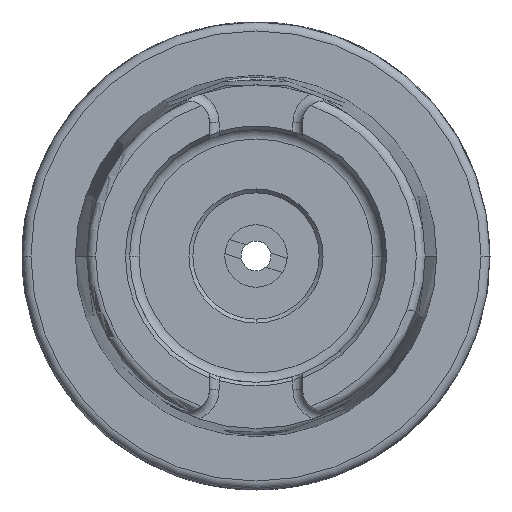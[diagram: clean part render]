
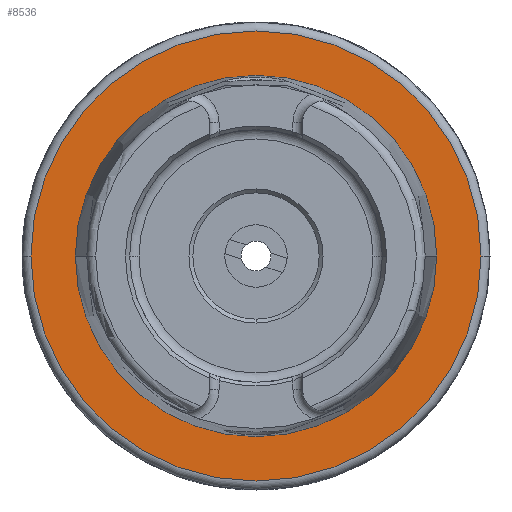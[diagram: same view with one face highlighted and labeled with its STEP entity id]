
A CAD part, left-side view. The second image highlights one B-rep face of the part: STEP entity #8536.
In plain terms, the highlighted planar face has unit normal (-1, 0, 0).
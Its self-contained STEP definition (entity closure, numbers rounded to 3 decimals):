
#107 = DIRECTION ( 'NONE',  ( 0., -1., 0. ) ) ;
#135 = DIRECTION ( 'NONE',  ( -1., 0., 0. ) ) ;
#152 = PLANE ( 'NONE',  #2348 ) ;
#197 = VERTEX_POINT ( 'NONE', #8066 ) ;
#588 = CARTESIAN_POINT ( 'NONE',  ( 0., 24.321, 0. ) ) ;
#961 = EDGE_LOOP ( 'NONE', ( #1220, #6566 ) ) ;
#1057 = CIRCLE ( 'NONE', #3589, 24.321 ) ;
#1220 = ORIENTED_EDGE ( 'NONE', *, *, #2269, .F. ) ;
#2204 = AXIS2_PLACEMENT_3D ( 'NONE', #7877, #7813, #7804 ) ;
#2269 = EDGE_CURVE ( 'NONE', #8002, #9339, #9480, .T. ) ;
#2348 = AXIS2_PLACEMENT_3D ( 'NONE', #588, #135, #107 ) ;
#2538 = EDGE_CURVE ( 'NONE', #197, #2837, #9855, .T. ) ;
#2572 = EDGE_CURVE ( 'NONE', #9339, #8002, #3365, .T. ) ;
#2837 = VERTEX_POINT ( 'NONE', #4237 ) ;
#3365 = CIRCLE ( 'NONE', #3762, 30.3 ) ;
#3589 = AXIS2_PLACEMENT_3D ( 'NONE', #4064, #4009, #3967 ) ;
#3718 = FACE_BOUND ( 'NONE', #3907, .T. ) ;
#3762 = AXIS2_PLACEMENT_3D ( 'NONE', #7583, #7445, #7559 ) ;
#3824 = ORIENTED_EDGE ( 'NONE', *, *, #8236, .T. ) ;
#3907 = EDGE_LOOP ( 'NONE', ( #8529, #3824 ) ) ;
#3967 = DIRECTION ( 'NONE',  ( 0., 1., 0. ) ) ;
#4009 = DIRECTION ( 'NONE',  ( 1., 0., 0. ) ) ;
#4064 = CARTESIAN_POINT ( 'NONE',  ( 0., 0., 0. ) ) ;
#4237 = CARTESIAN_POINT ( 'NONE',  ( 0., -24.321, 0. ) ) ;
#5118 = DIRECTION ( 'NONE',  ( 0., 1., 0. ) ) ;
#5274 = DIRECTION ( 'NONE',  ( 1., 0., 0. ) ) ;
#5792 = FACE_OUTER_BOUND ( 'NONE', #961, .T. ) ;
#6031 = AXIS2_PLACEMENT_3D ( 'NONE', #7810, #5274, #5118 ) ;
#6566 = ORIENTED_EDGE ( 'NONE', *, *, #2572, .F. ) ;
#6720 = CARTESIAN_POINT ( 'NONE',  ( 0., 30.3, 0. ) ) ;
#7445 = DIRECTION ( 'NONE',  ( 1., 0., 0. ) ) ;
#7559 = DIRECTION ( 'NONE',  ( 0., 1., 0. ) ) ;
#7583 = CARTESIAN_POINT ( 'NONE',  ( 0., 0., 0. ) ) ;
#7804 = DIRECTION ( 'NONE',  ( 0., 1., 0. ) ) ;
#7810 = CARTESIAN_POINT ( 'NONE',  ( 0., 0., 0. ) ) ;
#7813 = DIRECTION ( 'NONE',  ( 1., 0., 0. ) ) ;
#7877 = CARTESIAN_POINT ( 'NONE',  ( 0., 0., 0. ) ) ;
#8002 = VERTEX_POINT ( 'NONE', #6720 ) ;
#8066 = CARTESIAN_POINT ( 'NONE',  ( 0., 24.321, 0. ) ) ;
#8236 = EDGE_CURVE ( 'NONE', #2837, #197, #1057, .T. ) ;
#8529 = ORIENTED_EDGE ( 'NONE', *, *, #2538, .T. ) ;
#8536 = ADVANCED_FACE ( 'NONE', ( #3718, #5792 ), #152, .T. ) ;
#9339 = VERTEX_POINT ( 'NONE', #9652 ) ;
#9480 = CIRCLE ( 'NONE', #6031, 30.3 ) ;
#9652 = CARTESIAN_POINT ( 'NONE',  ( 0., -30.3, 0. ) ) ;
#9855 = CIRCLE ( 'NONE', #2204, 24.321 ) ;
